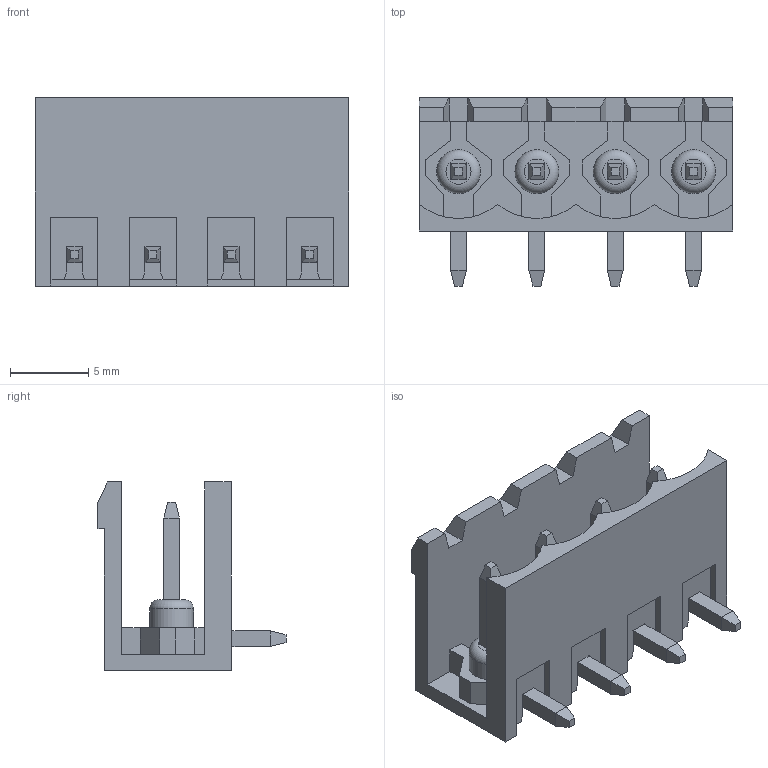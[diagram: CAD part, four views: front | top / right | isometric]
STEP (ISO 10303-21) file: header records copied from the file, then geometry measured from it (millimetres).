
FILE_DESCRIPTION( ( 'Unknown' ), '1' );
FILE_NAME( '691312710004.stp', 'Unknown', ( 'Unknown' ), ( 'Unknown' ), 'PSStep 17.0.49', 'Unknown', ' ' );
FILE_SCHEMA( ( 'AUTOMOTIVE_DESIGN { 1 0 10303 214 1 1 1 1 }' ) );
Length unit declared in the file: millimetre
Products named in the file (3): Assem1; 6913137100xx_PIN; 691312710004
Assembly tree (5 placements, depth 2):
  Assem1
    6913137100xx_PIN  x4
    691312710004
Bounding box: 20 x 12 x 12 mm (x, y, z)
Volume: 743.3 mm3; surface area: 1838.2 mm2
Topology: 5 solids, 5 shells, 216 faces, 578 edges, 372 vertices
Faces by surface type: plane 200, cylinder 12, torus 4
Full cylindrical faces by diameter (mm): 2.8 x4
Entity records: 6581 total; most frequent: CARTESIAN_POINT 928, ORIENTED_EDGE 910, DIRECTION 827, EDGE_CURVE 455, LINE 425, VECTOR 425, VERTEX_POINT 302, AXIS2_PLACEMENT_3D 201
